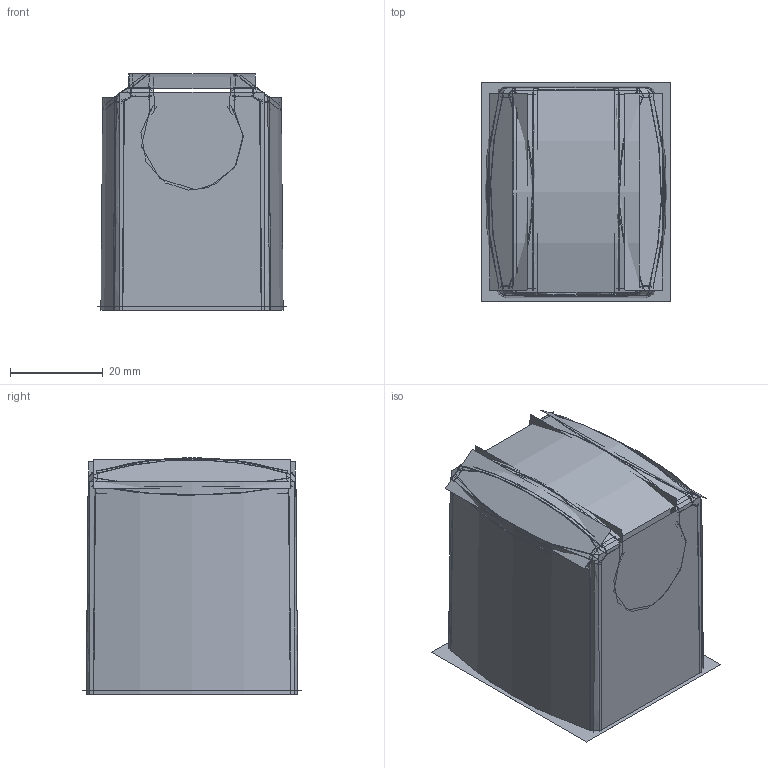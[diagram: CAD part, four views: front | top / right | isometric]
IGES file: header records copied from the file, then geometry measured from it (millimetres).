
Start section:  PTC IGES file: a45719.igs
Global section: file name: a45719.igs; native system: Creo Parametric by PTC Inc.; preprocessor: 2016380; author: gurkan.saylisoy; organization: Unknown; date: 20180305.120655; units: millimetre
Bounding box: 40.8 x 47.32 x 50.9 mm (x, y, z)
Surface area: 45365.1 mm2 (no closed solid volume)
Topology: 0 solids, 0 shells, 542 faces, 6834 edges, 8932 vertices
Faces by surface type: bspline 270, revolution 264, extrusion 8
